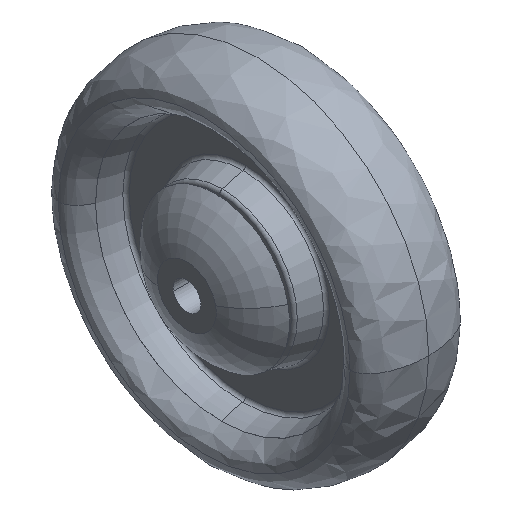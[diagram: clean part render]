
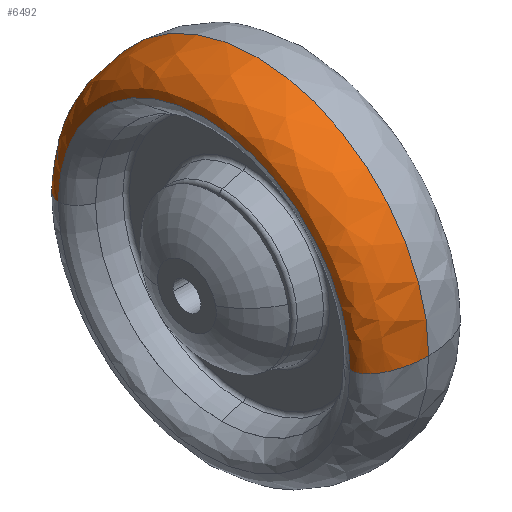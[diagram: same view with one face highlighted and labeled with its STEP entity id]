
A CAD part, isometric view. The second image highlights one B-rep face of the part: STEP entity #6492.
In plain terms, the highlighted free-form (B-spline) face has degree [3, 3] with [4, 4] control points.
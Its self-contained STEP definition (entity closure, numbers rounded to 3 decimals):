
#106 = CARTESIAN_POINT ( 'NONE',  ( -9.497, -13.645, 68.554 ) ) ;
#201 = DIRECTION ( 'NONE',  ( 0., 0., 1. ) ) ;
#533 = VERTEX_POINT ( 'NONE', #6577 ) ;
#577 = AXIS2_PLACEMENT_3D ( 'NONE', #106, #686, #201 ) ;
#686 = DIRECTION ( 'NONE',  ( 1., 0., 0. ) ) ;
#687 = VERTEX_POINT ( 'NONE', #5042 ) ;
#705 = VERTEX_POINT ( 'NONE', #4949 ) ;
#765 = CARTESIAN_POINT ( 'NONE',  ( -9.497, -55.895, 68.554 ) ) ;
#1067 = CARTESIAN_POINT ( 'NONE',  ( 5.503, -63.645, 168.554 ) ) ;
#1082 = FACE_OUTER_BOUND ( 'NONE', #4073, .T. ) ;
#1158 = EDGE_CURVE ( 'NONE', #533, #705, #7222, .T. ) ;
#1258 = CARTESIAN_POINT ( 'NONE',  ( 5.503, -63.645, 68.554 ) ) ;
#1265 =( BOUNDED_SURFACE ( )  B_SPLINE_SURFACE ( 3, 3, ( 
 ( #6922, #1067, #3407, #6294 ),
 ( #1508, #2028, #2131, #4791 ),
 ( #6652, #2873, #6335, #2890 ),
 ( #3437, #2921, #6305, #3539 ) ),
 .UNSPECIFIED., .F., .F., .F. ) 
 B_SPLINE_SURFACE_WITH_KNOTS ( ( 4, 4 ),
 ( 4, 4 ),
 ( 0., 1. ),
 ( 0., 1. ),
 .UNSPECIFIED. ) 
 GEOMETRIC_REPRESENTATION_ITEM ( )  RATIONAL_B_SPLINE_SURFACE ( (
 ( 1., 0.333, 0.333, 1.),
 ( 0.805, 0.268, 0.268, 0.805),
 ( 0.805, 0.268, 0.268, 0.805),
 ( 1., 0.333, 0.333, 1.) ) ) 
 REPRESENTATION_ITEM ( '' )  SURFACE ( )  );
#1508 = CARTESIAN_POINT ( 'NONE',  ( -3.283, -63.645, 68.554 ) ) ;
#1597 = CARTESIAN_POINT ( 'NONE',  ( 5.503, 36.355, 68.554 ) ) ;
#1879 = CARTESIAN_POINT ( 'NONE',  ( 5.503, -13.645, 68.554 ) ) ;
#2028 = CARTESIAN_POINT ( 'NONE',  ( -3.283, -63.645, 168.554 ) ) ;
#2131 = CARTESIAN_POINT ( 'NONE',  ( -3.283, 36.355, 168.554 ) ) ;
#2153 = ORIENTED_EDGE ( 'NONE', *, *, #3151, .T. ) ;
#2572 = DIRECTION ( 'NONE',  ( 0., 0., -1. ) ) ;
#2737 = CARTESIAN_POINT ( 'NONE',  ( 5.503, -63.645, 68.554 ) ) ;
#2873 = CARTESIAN_POINT ( 'NONE',  ( -9.497, -60.435, 162.134 ) ) ;
#2884 = CARTESIAN_POINT ( 'NONE',  ( -3.283, 36.355, 68.554 ) ) ;
#2890 = CARTESIAN_POINT ( 'NONE',  ( -9.497, 33.145, 68.554 ) ) ;
#2921 = CARTESIAN_POINT ( 'NONE',  ( -9.497, -55.895, 153.054 ) ) ;
#2991 = CARTESIAN_POINT ( 'NONE',  ( -9.497, -60.435, 68.554 ) ) ;
#3151 = EDGE_CURVE ( 'NONE', #687, #4874, #6624, .T. ) ;
#3407 = CARTESIAN_POINT ( 'NONE',  ( 5.503, 36.355, 168.554 ) ) ;
#3437 = CARTESIAN_POINT ( 'NONE',  ( -9.497, -55.895, 68.554 ) ) ;
#3539 = CARTESIAN_POINT ( 'NONE',  ( -9.497, 28.605, 68.554 ) ) ;
#4073 = EDGE_LOOP ( 'NONE', ( #7123, #4218, #4085, #2153 ) ) ;
#4085 = ORIENTED_EDGE ( 'NONE', *, *, #5603, .T. ) ;
#4218 = ORIENTED_EDGE ( 'NONE', *, *, #1158, .T. ) ;
#4342 = DIRECTION ( 'NONE',  ( 1., 0., 0. ) ) ;
#4654 = AXIS2_PLACEMENT_3D ( 'NONE', #1879, #4342, #2572 ) ;
#4693 = CIRCLE ( 'NONE', #4654, 50. ) ;
#4710 = EDGE_CURVE ( 'NONE', #533, #4874, #4693, .T. ) ;
#4729 = CARTESIAN_POINT ( 'NONE',  ( -3.283, -63.645, 68.554 ) ) ;
#4791 = CARTESIAN_POINT ( 'NONE',  ( -3.283, 36.355, 68.554 ) ) ;
#4874 = VERTEX_POINT ( 'NONE', #2737 ) ;
#4949 = CARTESIAN_POINT ( 'NONE',  ( -9.497, 28.605, 68.554 ) ) ;
#5042 = CARTESIAN_POINT ( 'NONE',  ( -9.497, -55.895, 68.554 ) ) ;
#5603 = EDGE_CURVE ( 'NONE', #705, #687, #6802, .T. ) ;
#5644 = CARTESIAN_POINT ( 'NONE',  ( -9.497, 33.145, 68.554 ) ) ;
#5669 = CARTESIAN_POINT ( 'NONE',  ( -9.497, 28.605, 68.554 ) ) ;
#6294 = CARTESIAN_POINT ( 'NONE',  ( 5.503, 36.355, 68.554 ) ) ;
#6305 = CARTESIAN_POINT ( 'NONE',  ( -9.497, 28.605, 153.054 ) ) ;
#6335 = CARTESIAN_POINT ( 'NONE',  ( -9.497, 33.145, 162.134 ) ) ;
#6492 = ADVANCED_FACE ( 'NONE', ( #1082 ), #1265, .F. ) ;
#6577 = CARTESIAN_POINT ( 'NONE',  ( 5.503, 36.355, 68.554 ) ) ;
#6624 =( BOUNDED_CURVE ( )  B_SPLINE_CURVE ( 3, ( #765, #2991, #4729, #1258 ),
 .UNSPECIFIED., .F., .F. ) 
 B_SPLINE_CURVE_WITH_KNOTS ( ( 4, 4 ),
 ( 3.142, 4.712 ),
 .UNSPECIFIED. ) 
 CURVE ( )  GEOMETRIC_REPRESENTATION_ITEM ( )  RATIONAL_B_SPLINE_CURVE ( ( 1., 0.805, 0.805, 1. ) ) 
 REPRESENTATION_ITEM ( '' )  );
#6652 = CARTESIAN_POINT ( 'NONE',  ( -9.497, -60.435, 68.554 ) ) ;
#6802 = CIRCLE ( 'NONE', #577, 42.25 ) ;
#6922 = CARTESIAN_POINT ( 'NONE',  ( 5.503, -63.645, 68.554 ) ) ;
#7123 = ORIENTED_EDGE ( 'NONE', *, *, #4710, .F. ) ;
#7222 =( BOUNDED_CURVE ( )  B_SPLINE_CURVE ( 3, ( #1597, #2884, #5644, #5669 ),
 .UNSPECIFIED., .F., .F. ) 
 B_SPLINE_CURVE_WITH_KNOTS ( ( 4, 4 ),
 ( 1.571, 3.142 ),
 .UNSPECIFIED. ) 
 CURVE ( )  GEOMETRIC_REPRESENTATION_ITEM ( )  RATIONAL_B_SPLINE_CURVE ( ( 1., 0.805, 0.805, 1. ) ) 
 REPRESENTATION_ITEM ( '' )  );
